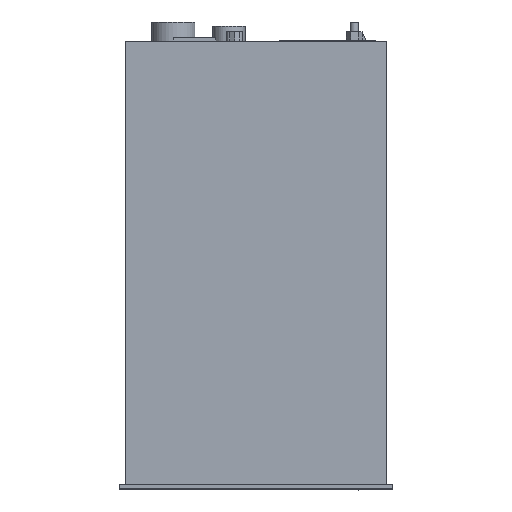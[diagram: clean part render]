
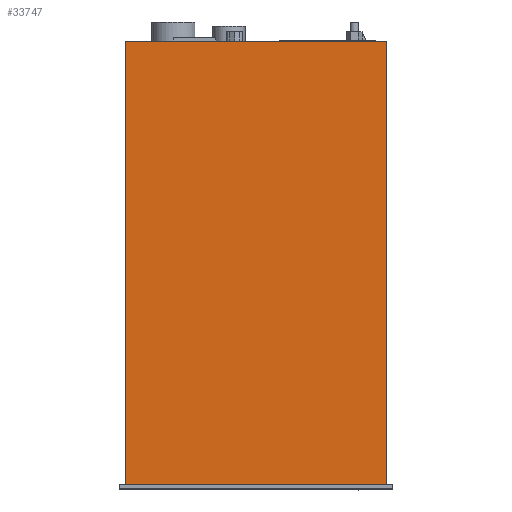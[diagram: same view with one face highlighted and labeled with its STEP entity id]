
A CAD part, top view. The second image highlights one B-rep face of the part: STEP entity #33747.
In plain terms, the highlighted planar face has unit normal (0, 0, 1).
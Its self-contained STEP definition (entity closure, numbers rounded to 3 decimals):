
#20167=CARTESIAN_POINT('',(68.0,0.0,55.));
#20168=VERTEX_POINT('',#20167);
#20169=CARTESIAN_POINT('',(-68.0,0.0,55.0));
#20170=VERTEX_POINT('',#20169);
#20171=CARTESIAN_POINT('',(68.0,0.0,55.));
#20172=DIRECTION('',(-1.0,0.0,0.0));
#20173=VECTOR('',#20172,136.0);
#20174=LINE('',#20171,#20173);
#20175=EDGE_CURVE('',#20168,#20170,#20174,.T.);
#33555=CARTESIAN_POINT('',(68.0,-230.0,55.));
#33556=VERTEX_POINT('',#33555);
#33565=CARTESIAN_POINT('',(-68.0,-230.0,55.0));
#33566=VERTEX_POINT('',#33565);
#33567=CARTESIAN_POINT('',(-68.0,-230.0,55.0));
#33568=DIRECTION('',(1.0,0.0,0.0));
#33569=VECTOR('',#33568,136.0);
#33570=LINE('',#33567,#33569);
#33571=EDGE_CURVE('',#33566,#33556,#33570,.T.);
#33693=CARTESIAN_POINT('',(68.0,0.0,55.));
#33694=DIRECTION('',(0.0,-1.0,0.0));
#33695=VECTOR('',#33694,230.0);
#33696=LINE('',#33693,#33695);
#33697=EDGE_CURVE('',#20168,#33556,#33696,.T.);
#33725=CARTESIAN_POINT('',(-68.0,0.0,55.0));
#33726=DIRECTION('',(0.0,-1.0,0.0));
#33727=VECTOR('',#33726,230.0);
#33728=LINE('',#33725,#33727);
#33729=EDGE_CURVE('',#20170,#33566,#33728,.T.);
#33736=CARTESIAN_POINT('',(-68.0,0.0,55.0));
#33737=DIRECTION('',(0.0,0.0,1.0));
#33738=DIRECTION('',(1.0,0.0,0.0));
#33739=AXIS2_PLACEMENT_3D('',#33736,#33737,#33738);
#33740=PLANE('',#33739);
#33741=ORIENTED_EDGE('',*,*,#33571,.T.);
#33742=ORIENTED_EDGE('',*,*,#33697,.F.);
#33743=ORIENTED_EDGE('',*,*,#20175,.T.);
#33744=ORIENTED_EDGE('',*,*,#33729,.T.);
#33745=EDGE_LOOP('',(#33741,#33742,#33743,#33744));
#33746=FACE_OUTER_BOUND('',#33745,.T.);
#33747=ADVANCED_FACE('',(#33746),#33740,.T.);
